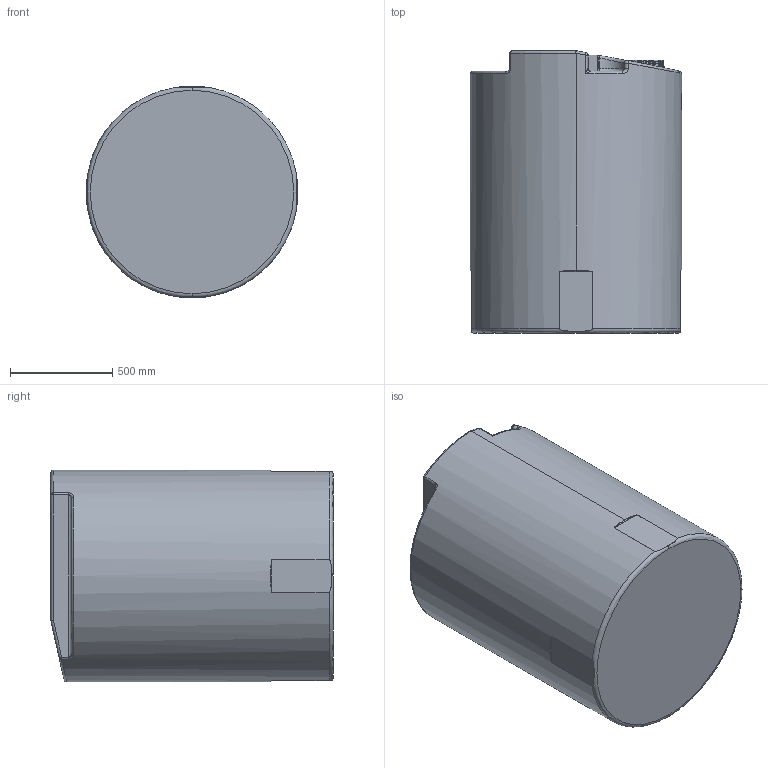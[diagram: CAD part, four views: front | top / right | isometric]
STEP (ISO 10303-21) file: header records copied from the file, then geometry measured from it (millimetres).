
FILE_DESCRIPTION (( 'STEP AP203' ), '1' );
FILE_NAME ('14100 Armatec141042.STEP', '2023-08-29T06:09:53', ( '' ), ( '' ), 'SwSTEP 2.0', 'SolidWorks 2022', '' );
FILE_SCHEMA (( 'CONFIG_CONTROL_DESIGN' ));
Length unit declared in the file: millimetre
Products named in the file (3): 1000 liter_REV A.STEP; 62607.STEP; 14100 Armatec141042
Assembly tree (2 placements, depth 2):
  14100 Armatec141042
    1000 liter_REV A.STEP
    62607.STEP
Bounding box: 1035 x 1380 x 1035 mm (x, y, z)
Volume: 1120667231 mm3; surface area: 6254358.2 mm2
Topology: 2 solids, 3 shells, 711 faces, 1795 edges, 1078 vertices
Faces by surface type: cylinder 268, plane 191, bspline 118, torus 74, sphere 36, cone 24
Entity records: 34306 total; most frequent: CARTESIAN_POINT 18239, ORIENTED_EDGE 3542, DIRECTION 3051, EDGE_CURVE 1771, AXIS2_PLACEMENT_3D 1167, VERTEX_POINT 1077, EDGE_LOOP 738, LINE 717
